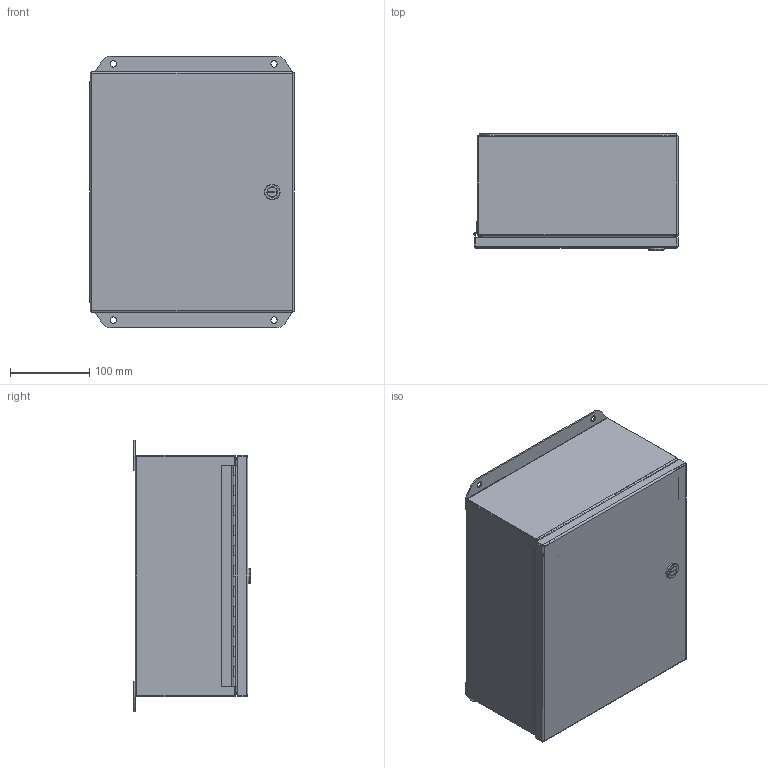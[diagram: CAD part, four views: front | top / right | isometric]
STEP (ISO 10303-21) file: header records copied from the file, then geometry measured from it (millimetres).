
FILE_DESCRIPTION (( 'STEP AP203' ), '1' );
FILE_NAME ('EJ12105S16_Default.step', '2019-11-13T19:58:38', ( '' ), ( '' ), 'SwSTEP 2.0', 'SolidWorks 2019', '' );
FILE_SCHEMA (( 'CONFIG_CONTROL_DESIGN' ));
Length unit declared in the file: inch
Products named in the file (1): EJ12105S16_Default
Bounding box: 258.2 x 147.46 x 342.9 mm (x, y, z)
Volume: 697918.4 mm3; surface area: 906030.7 mm2
Topology: 16 solids, 17 shells, 628 faces, 1580 edges, 985 vertices
Faces by surface type: plane 326, cylinder 222, bspline 44, cone 36
Entity records: 21311 total; most frequent: CARTESIAN_POINT 6270, ORIENTED_EDGE 3136, DIRECTION 3054, EDGE_CURVE 1568, VECTOR 1028, LINE 1028, AXIS2_PLACEMENT_3D 1013, VERTEX_POINT 985
